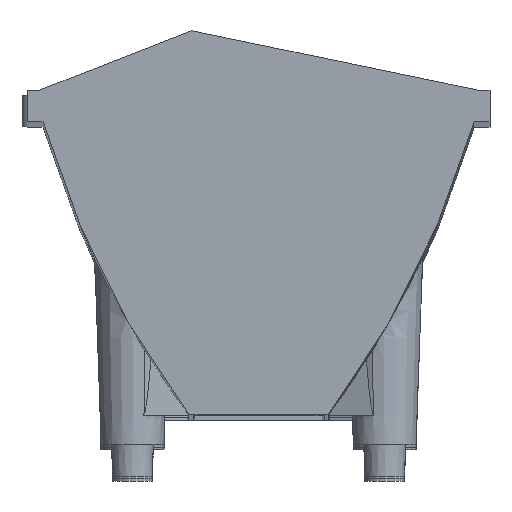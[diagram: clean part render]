
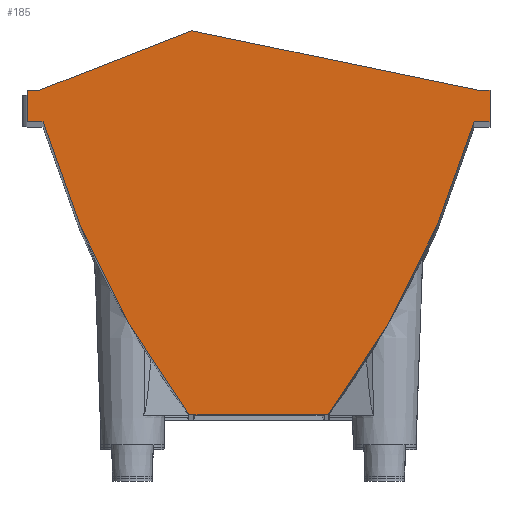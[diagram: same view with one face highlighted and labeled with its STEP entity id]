
A CAD part, top view. The second image highlights one B-rep face of the part: STEP entity #185.
In plain terms, the highlighted planar face has unit normal (0, 0, 1).
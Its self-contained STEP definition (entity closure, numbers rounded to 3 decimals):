
#185=ADVANCED_FACE('',(#526),#527,.T.);
#526=FACE_OUTER_BOUND('',#980,.T.);
#527=PLANE('',#981);
#980=EDGE_LOOP('',(#2742,#2743,#2744,#2745,#2746,#2747,#2748,#2749,#2750,#2751,#2752));
#981=AXIS2_PLACEMENT_3D('',#2753,#2754,#2755);
#2742=ORIENTED_EDGE('',*,*,#3544,.T.);
#2743=ORIENTED_EDGE('',*,*,#3485,.T.);
#2744=ORIENTED_EDGE('',*,*,#3542,.T.);
#2745=ORIENTED_EDGE('',*,*,#3539,.T.);
#2746=ORIENTED_EDGE('',*,*,#3534,.T.);
#2747=ORIENTED_EDGE('',*,*,#3532,.T.);
#2748=ORIENTED_EDGE('',*,*,#3530,.T.);
#2749=ORIENTED_EDGE('',*,*,#3523,.T.);
#2750=ORIENTED_EDGE('',*,*,#3501,.T.);
#2751=ORIENTED_EDGE('',*,*,#3521,.T.);
#2752=ORIENTED_EDGE('',*,*,#3570,.T.);
#2753=CARTESIAN_POINT('',(-31.989,26.415,75.0));
#2754=DIRECTION('',(0.0,0.0,1.0));
#2755=DIRECTION('',(0.802,-0.597,0.0));
#3485=EDGE_CURVE('',#3951,#3952,#3953,.T.);
#3501=EDGE_CURVE('',#3979,#3977,#3980,.T.);
#3521=EDGE_CURVE('',#3977,#4011,#4013,.T.);
#3523=EDGE_CURVE('',#4015,#3979,#4016,.T.);
#3530=EDGE_CURVE('',#4022,#4015,#4027,.T.);
#3532=EDGE_CURVE('',#4030,#4022,#4031,.T.);
#3534=EDGE_CURVE('',#4033,#4030,#4034,.T.);
#3539=EDGE_CURVE('',#4042,#4033,#4043,.T.);
#3542=EDGE_CURVE('',#3952,#4042,#4047,.T.);
#3544=EDGE_CURVE('',#4049,#3951,#4050,.T.);
#3570=EDGE_CURVE('',#4011,#4049,#4089,.T.);
#3951=VERTEX_POINT('',#6707);
#3952=VERTEX_POINT('',#6708);
#3953=CIRCLE('',#6709,44.0);
#3977=VERTEX_POINT('',#6764);
#3979=VERTEX_POINT('',#6767);
#3980=LINE('',#6768,#6769);
#4011=VERTEX_POINT('',#7012);
#4013=LINE('',#7015,#7016);
#4015=VERTEX_POINT('',#7018);
#4016=LINE('',#7019,#7020);
#4022=VERTEX_POINT('',#7028);
#4027=LINE('',#7036,#7037);
#4030=VERTEX_POINT('',#7041);
#4031=LINE('',#7042,#7043);
#4033=VERTEX_POINT('',#7046);
#4034=LINE('',#7047,#7048);
#4042=VERTEX_POINT('',#7060);
#4043=LINE('',#7061,#7062);
#4047=LINE('',#7068,#7069);
#4049=VERTEX_POINT('',#7072);
#4050=LINE('',#7073,#7074);
#4089=CIRCLE('',#7169,44.0);
#6707=CARTESIAN_POINT('',(3.312,0.15,75.0));
#6708=CARTESIAN_POINT('',(10.252,14.1,75.0));
#6709=AXIS2_PLACEMENT_3D('',#7473,#7474,#7475);
#6764=CARTESIAN_POINT('',(-11.0,14.1,75.0));
#6767=CARTESIAN_POINT('',(-11.0,15.6,75.0));
#6768=CARTESIAN_POINT('',(-11.0,15.6,75.0));
#6769=VECTOR('',#7495,1.0);
#7012=CARTESIAN_POINT('',(-10.252,14.1,75.0));
#7015=CARTESIAN_POINT('',(-11.0,14.1,75.0));
#7016=VECTOR('',#7510,1.0);
#7018=CARTESIAN_POINT('',(-10.402,15.6,75.0));
#7019=CARTESIAN_POINT('',(-10.402,15.6,75.0));
#7020=VECTOR('',#7514,1.0);
#7028=CARTESIAN_POINT('',(-3.18,18.42,75.0));
#7036=CARTESIAN_POINT('',(-3.18,18.42,75.0));
#7037=VECTOR('',#7523,1.0);
#7041=CARTESIAN_POINT('',(10.402,15.6,75.0));
#7042=CARTESIAN_POINT('',(10.402,15.6,75.0));
#7043=VECTOR('',#7525,1.0);
#7046=CARTESIAN_POINT('',(11.0,15.6,75.0));
#7047=CARTESIAN_POINT('',(11.0,15.6,75.0));
#7048=VECTOR('',#7527,1.0);
#7060=CARTESIAN_POINT('',(11.0,14.1,75.0));
#7061=CARTESIAN_POINT('',(11.0,14.1,75.0));
#7062=VECTOR('',#7532,1.0);
#7068=CARTESIAN_POINT('',(10.252,14.1,75.0));
#7069=VECTOR('',#7535,1.0);
#7072=CARTESIAN_POINT('',(-3.312,0.15,75.0));
#7073=CARTESIAN_POINT('',(-3.312,0.15,75.0));
#7074=VECTOR('',#7537,1.0);
#7169=AXIS2_PLACEMENT_3D('',#7569,#7570,#7571);
#7473=CARTESIAN_POINT('',(-31.989,26.415,75.0));
#7474=DIRECTION('',(0.0,0.0,1.0));
#7475=DIRECTION('',(0.802,-0.597,0.0));
#7495=DIRECTION('',(0.,-1.0,0.0));
#7510=DIRECTION('',(1.0,0.0,0.0));
#7514=DIRECTION('',(-1.0,0.,0.0));
#7523=DIRECTION('',(-0.932,-0.364,0.0));
#7525=DIRECTION('',(-0.979,0.203,0.0));
#7527=DIRECTION('',(-1.0,0.,0.0));
#7532=DIRECTION('',(0.0,1.0,0.0));
#7535=DIRECTION('',(1.0,0.0,0.0));
#7537=DIRECTION('',(1.0,0.0,0.0));
#7569=CARTESIAN_POINT('',(31.989,26.415,75.0));
#7570=DIRECTION('',(0.0,0.0,1.0));
#7571=DIRECTION('',(-0.802,-0.597,0.0));
